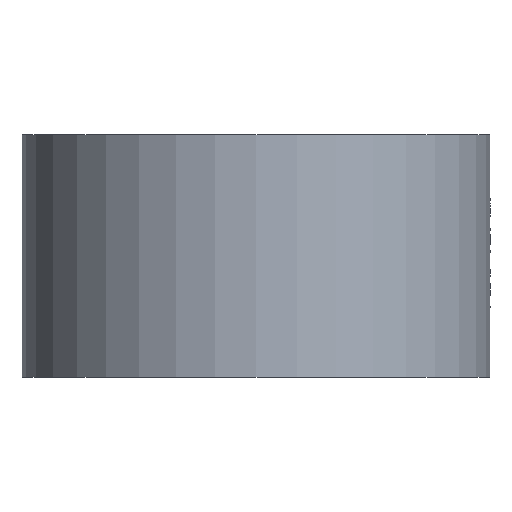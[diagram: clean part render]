
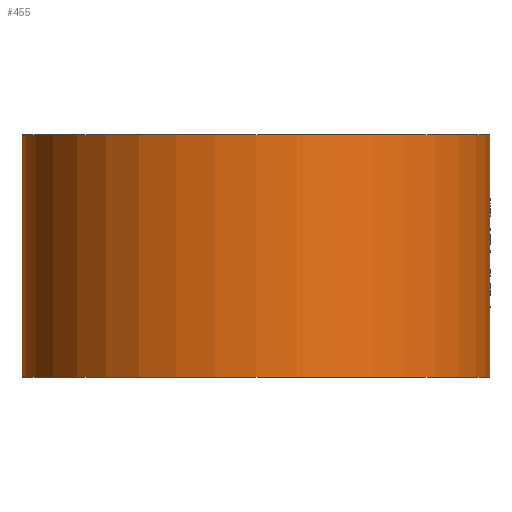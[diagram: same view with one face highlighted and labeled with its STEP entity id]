
A CAD part, front view. The second image highlights one B-rep face of the part: STEP entity #455.
In plain terms, the highlighted cylindrical face has radius 14.5 mm (diameter 29 mm), a partial arc.
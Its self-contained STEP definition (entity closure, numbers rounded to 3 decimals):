
#205 = CIRCLE ( 'NONE', #7563, 14.5 ) ;
#319 = VERTEX_POINT ( 'NONE', #870 ) ;
#398 = CIRCLE ( 'NONE', #8463, 14.5 ) ;
#455 = ADVANCED_FACE ( 'NONE', ( #6835 ), #8548, .T. ) ;
#712 = ORIENTED_EDGE ( 'NONE', *, *, #4760, .F. ) ;
#870 = CARTESIAN_POINT ( 'NONE',  ( -14.5, 14.5, 15. ) ) ;
#881 = CARTESIAN_POINT ( 'NONE',  ( 14.5, 14.5, 0. ) ) ;
#1497 = CARTESIAN_POINT ( 'NONE',  ( 14.5, 14.5, 15. ) ) ;
#1617 = ORIENTED_EDGE ( 'NONE', *, *, #8692, .F. ) ;
#1807 = DIRECTION ( 'NONE',  ( -1., 0., 0. ) ) ;
#2977 = ORIENTED_EDGE ( 'NONE', *, *, #8872, .T. ) ;
#3597 = DIRECTION ( 'NONE',  ( 0., 0., 1. ) ) ;
#4075 = DIRECTION ( 'NONE',  ( 0., 0., -1. ) ) ;
#4081 = EDGE_CURVE ( 'NONE', #319, #4650, #5267, .T. ) ;
#4145 = CARTESIAN_POINT ( 'NONE',  ( 0., 14.5, 15. ) ) ;
#4350 = EDGE_LOOP ( 'NONE', ( #2977, #1617, #712, #7737 ) ) ;
#4459 = AXIS2_PLACEMENT_3D ( 'NONE', #8822, #8874, #1807 ) ;
#4512 = LINE ( 'NONE', #8499, #6717 ) ;
#4650 = VERTEX_POINT ( 'NONE', #6721 ) ;
#4760 = EDGE_CURVE ( 'NONE', #319, #7734, #398, .T. ) ;
#4872 = DIRECTION ( 'NONE',  ( 1., 0., 0. ) ) ;
#5267 = LINE ( 'NONE', #7822, #6797 ) ;
#5598 = DIRECTION ( 'NONE',  ( 0., 0., -1. ) ) ;
#6717 = VECTOR ( 'NONE', #4075, 1000. ) ;
#6721 = CARTESIAN_POINT ( 'NONE',  ( -14.5, 14.5, 0. ) ) ;
#6797 = VECTOR ( 'NONE', #5598, 1000. ) ;
#6835 = FACE_OUTER_BOUND ( 'NONE', #4350, .T. ) ;
#7563 = AXIS2_PLACEMENT_3D ( 'NONE', #8012, #3597, #8746 ) ;
#7734 = VERTEX_POINT ( 'NONE', #1497 ) ;
#7737 = ORIENTED_EDGE ( 'NONE', *, *, #4081, .T. ) ;
#7822 = CARTESIAN_POINT ( 'NONE',  ( -14.5, 14.5, 15. ) ) ;
#8012 = CARTESIAN_POINT ( 'NONE',  ( 0., 14.5, 0. ) ) ;
#8463 = AXIS2_PLACEMENT_3D ( 'NONE', #4145, #9313, #4872 ) ;
#8499 = CARTESIAN_POINT ( 'NONE',  ( 14.5, 14.5, 15. ) ) ;
#8548 = CYLINDRICAL_SURFACE ( 'NONE', #4459, 14.5 ) ;
#8692 = EDGE_CURVE ( 'NONE', #7734, #8928, #4512, .T. ) ;
#8746 = DIRECTION ( 'NONE',  ( 1., 0., 0. ) ) ;
#8822 = CARTESIAN_POINT ( 'NONE',  ( 0., 14.5, 15. ) ) ;
#8872 = EDGE_CURVE ( 'NONE', #4650, #8928, #205, .T. ) ;
#8874 = DIRECTION ( 'NONE',  ( 0., 0., -1. ) ) ;
#8928 = VERTEX_POINT ( 'NONE', #881 ) ;
#9313 = DIRECTION ( 'NONE',  ( 0., 0., 1. ) ) ;
